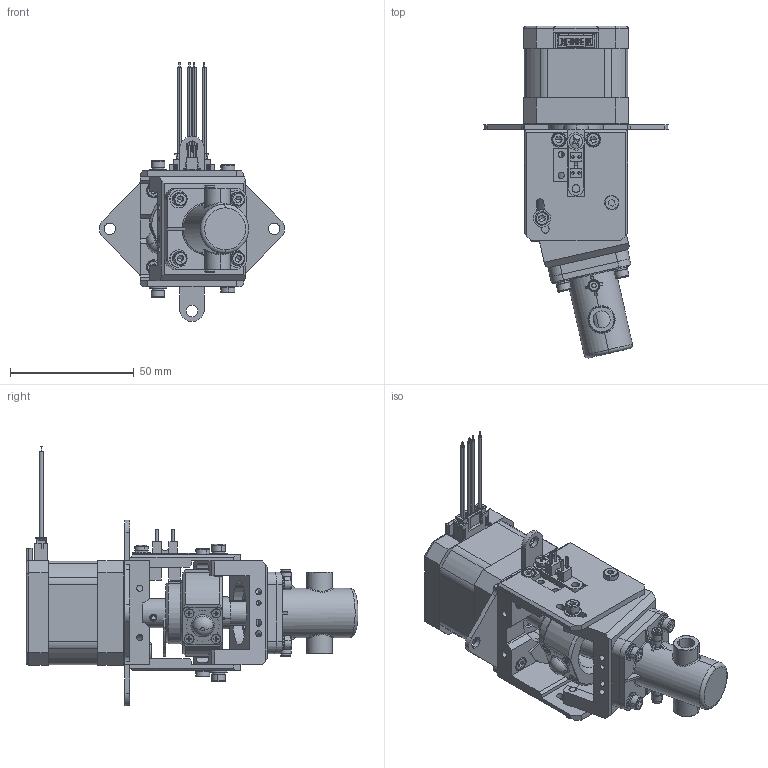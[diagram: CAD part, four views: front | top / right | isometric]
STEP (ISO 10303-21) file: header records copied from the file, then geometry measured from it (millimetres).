
FILE_DESCRIPTION (( 'STEP AP203' ), '1' );
FILE_NAME ('5J10-EZ-2A-PC2-700.STEP', '2025-01-13T09:19:31', ( 'Windows 蚚誧' ), ( 'Microsoft' ), 'SwSTEP 2.0', 'SolidWorks 2023', '' );
FILE_SCHEMA (( 'CONFIG_CONTROL_DESIGN' ));
Length unit declared in the file: millimetre
Products named in the file (1): 5J10-EZ-2A-PC2-700
Bounding box: 74.82 x 134.35 x 104.85 mm (x, y, z)
Surface area: 50557.3 mm2 (no closed solid volume)
Topology: 0 solids, 83 shells, 1015 faces, 3465 edges, 2427 vertices
Faces by surface type: plane 558, cylinder 306, cone 69, torus 62, sphere 10, bspline 10
Entity records: 38767 total; most frequent: CARTESIAN_POINT 8824, DIRECTION 6417, ORIENTED_EDGE 5502, EDGE_CURVE 3439, VERTEX_POINT 2427, AXIS2_PLACEMENT_3D 2165, LINE 2087, VECTOR 2087
